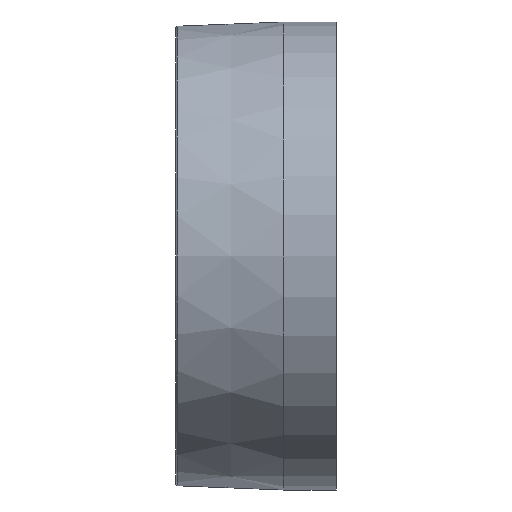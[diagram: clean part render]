
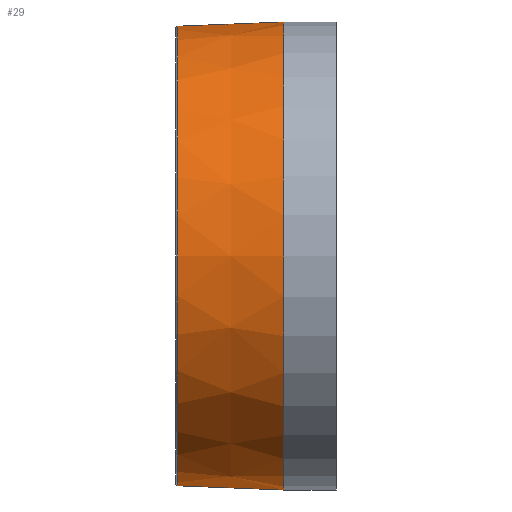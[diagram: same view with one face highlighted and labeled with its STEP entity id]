
A CAD part, left-side view. The second image highlights one B-rep face of the part: STEP entity #29.
In plain terms, the highlighted conical face has half-angle 2.291 degrees and reference radius 28.067 mm.
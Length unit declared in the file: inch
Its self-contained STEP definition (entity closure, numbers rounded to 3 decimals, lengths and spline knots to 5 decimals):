
#2 = CARTESIAN_POINT ( 'NONE',  ( 0., 0.7502, 0. ) ) ;
#7 = CARTESIAN_POINT ( 'NONE',  ( 0., 0.7502, -1.08499 ) ) ;
#8 = VERTEX_POINT ( 'NONE', #7 ) ;
#9 = ORIENTED_EDGE ( 'NONE', *, *, #206, .T. ) ;
#13 = CARTESIAN_POINT ( 'NONE',  ( 0., 0.25, -1.105 ) ) ;
#18 = DIRECTION ( 'NONE',  ( 0., -0.999, 0.04 ) ) ;
#19 = AXIS2_PLACEMENT_3D ( 'NONE', #177, #58, #143 ) ;
#25 = CONICAL_SURFACE ( 'NONE', #268, 1.105, 0.04 ) ;
#29 = ADVANCED_FACE ( 'NONE', ( #194 ), #25, .T. ) ;
#51 = ORIENTED_EDGE ( 'NONE', *, *, #251, .F. ) ;
#58 = DIRECTION ( 'NONE',  ( 0., -1., 0. ) ) ;
#62 = DIRECTION ( 'NONE',  ( 0., -1., 0. ) ) ;
#70 = VERTEX_POINT ( 'NONE', #236 ) ;
#92 = EDGE_CURVE ( 'NONE', #215, #8, #218, .T. ) ;
#93 = CARTESIAN_POINT ( 'NONE',  ( 0., 0.25, 0. ) ) ;
#94 = ORIENTED_EDGE ( 'NONE', *, *, #238, .F. ) ;
#96 = DIRECTION ( 'NONE',  ( 0., -0.999, -0.04 ) ) ;
#120 = LINE ( 'NONE', #203, #200 ) ;
#127 = DIRECTION ( 'NONE',  ( 0., 0., 1. ) ) ;
#143 = DIRECTION ( 'NONE',  ( 0., 0., -1. ) ) ;
#156 = CIRCLE ( 'NONE', #19, 1.105 ) ;
#170 = VERTEX_POINT ( 'NONE', #201 ) ;
#172 = DIRECTION ( 'NONE',  ( 0., -1., 0. ) ) ;
#177 = CARTESIAN_POINT ( 'NONE',  ( 0., 0.25, 0. ) ) ;
#193 = VECTOR ( 'NONE', #96, 39.37008 ) ;
#194 = FACE_OUTER_BOUND ( 'NONE', #264, .T. ) ;
#198 = ORIENTED_EDGE ( 'NONE', *, *, #92, .T. ) ;
#199 = LINE ( 'NONE', #13, #193 ) ;
#200 = VECTOR ( 'NONE', #18, 39.37008 ) ;
#201 = CARTESIAN_POINT ( 'NONE',  ( 0., 0.25, 1.105 ) ) ;
#203 = CARTESIAN_POINT ( 'NONE',  ( 0., 0.25, 1.105 ) ) ;
#206 = EDGE_CURVE ( 'NONE', #8, #70, #199, .T. ) ;
#215 = VERTEX_POINT ( 'NONE', #253 ) ;
#218 = CIRCLE ( 'NONE', #245, 1.08499 ) ;
#236 = CARTESIAN_POINT ( 'NONE',  ( 0., 0.25, -1.105 ) ) ;
#238 = EDGE_CURVE ( 'NONE', #170, #70, #156, .T. ) ;
#245 = AXIS2_PLACEMENT_3D ( 'NONE', #2, #62, #127 ) ;
#249 = DIRECTION ( 'NONE',  ( 0., 0., -1. ) ) ;
#251 = EDGE_CURVE ( 'NONE', #215, #170, #120, .T. ) ;
#253 = CARTESIAN_POINT ( 'NONE',  ( 0., 0.7502, 1.08499 ) ) ;
#264 = EDGE_LOOP ( 'NONE', ( #51, #198, #9, #94 ) ) ;
#268 = AXIS2_PLACEMENT_3D ( 'NONE', #93, #172, #249 ) ;
